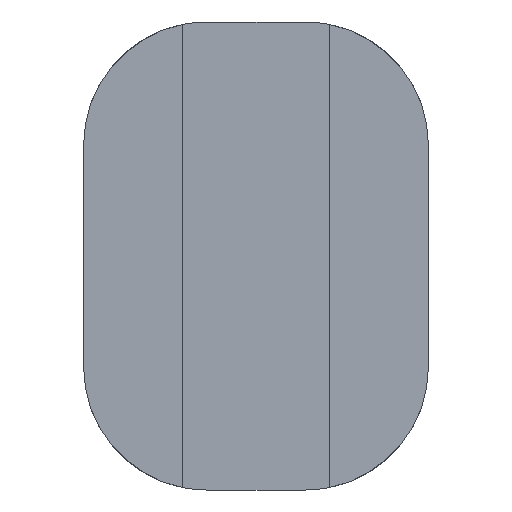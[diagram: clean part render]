
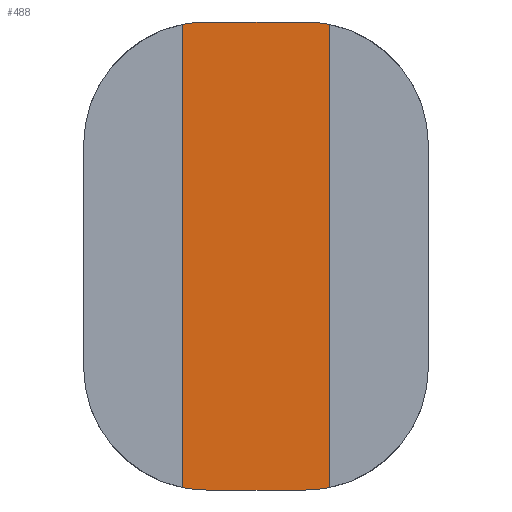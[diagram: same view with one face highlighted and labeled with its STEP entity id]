
A CAD part, left-side view. The second image highlights one B-rep face of the part: STEP entity #488.
In plain terms, the highlighted planar face has unit normal (-1, 0, 0).
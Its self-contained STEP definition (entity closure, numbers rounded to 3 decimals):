
#32=CIRCLE('',#534,2.);
#33=CIRCLE('',#535,2.);
#34=CIRCLE('',#536,2.);
#35=CIRCLE('',#537,2.);
#62=FACE_OUTER_BOUND('',#93,.T.);
#93=EDGE_LOOP('',(#335,#336,#337,#338,#339,#340,#341,#342));
#125=LINE('',#762,#169);
#129=LINE('',#771,#173);
#131=LINE('',#779,#175);
#132=LINE('',#783,#176);
#169=VECTOR('',#596,10.);
#173=VECTOR('',#602,10.);
#175=VECTOR('',#610,10.);
#176=VECTOR('',#615,10.);
#213=VERTEX_POINT('',#759);
#214=VERTEX_POINT('',#761);
#217=VERTEX_POINT('',#768);
#218=VERTEX_POINT('',#770);
#219=VERTEX_POINT('',#774);
#220=VERTEX_POINT('',#776);
#221=VERTEX_POINT('',#778);
#222=VERTEX_POINT('',#781);
#257=EDGE_CURVE('',#214,#213,#125,.T.);
#261=EDGE_CURVE('',#218,#217,#129,.T.);
#263=EDGE_CURVE('',#219,#218,#32,.T.);
#264=EDGE_CURVE('',#217,#220,#33,.T.);
#265=EDGE_CURVE('',#220,#221,#131,.T.);
#266=EDGE_CURVE('',#221,#214,#34,.T.);
#267=EDGE_CURVE('',#213,#222,#35,.T.);
#268=EDGE_CURVE('',#222,#219,#132,.T.);
#335=ORIENTED_EDGE('',*,*,#263,.T.);
#336=ORIENTED_EDGE('',*,*,#261,.T.);
#337=ORIENTED_EDGE('',*,*,#264,.T.);
#338=ORIENTED_EDGE('',*,*,#265,.T.);
#339=ORIENTED_EDGE('',*,*,#266,.T.);
#340=ORIENTED_EDGE('',*,*,#257,.T.);
#341=ORIENTED_EDGE('',*,*,#267,.T.);
#342=ORIENTED_EDGE('',*,*,#268,.T.);
#473=PLANE('',#533);
#488=ADVANCED_FACE('',(#62),#473,.F.);
#533=AXIS2_PLACEMENT_3D('',#773,#604,#605);
#534=AXIS2_PLACEMENT_3D('',#775,#606,#607);
#535=AXIS2_PLACEMENT_3D('',#777,#608,#609);
#536=AXIS2_PLACEMENT_3D('',#780,#611,#612);
#537=AXIS2_PLACEMENT_3D('',#782,#613,#614);
#596=DIRECTION('',(0.,0.,1.));
#602=DIRECTION('',(0.,0.,-1.));
#604=DIRECTION('center_axis',(1.,0.,0.));
#605=DIRECTION('ref_axis',(0.,1.,0.));
#606=DIRECTION('center_axis',(-1.,0.,0.));
#607=DIRECTION('ref_axis',(0.,1.,0.));
#608=DIRECTION('center_axis',(-1.,0.,0.));
#609=DIRECTION('ref_axis',(0.,0.,-1.));
#610=DIRECTION('',(0.,-1.,0.));
#611=DIRECTION('center_axis',(-1.,0.,0.));
#612=DIRECTION('ref_axis',(0.,-1.,0.));
#613=DIRECTION('center_axis',(-1.,0.,0.));
#614=DIRECTION('ref_axis',(0.,0.,1.));
#615=DIRECTION('',(0.,1.,0.));
#759=CARTESIAN_POINT('',(-0.4,16.6,-5.44));
#761=CARTESIAN_POINT('',(-0.4,16.6,-12.96));
#762=CARTESIAN_POINT('',(-0.4,16.6,-5.4));
#768=CARTESIAN_POINT('',(-0.4,19.,-12.96));
#770=CARTESIAN_POINT('',(-0.4,19.,-5.44));
#771=CARTESIAN_POINT('',(-0.4,19.,-5.4));
#773=CARTESIAN_POINT('Origin',(-0.4,17.8,-9.2));
#774=CARTESIAN_POINT('',(-0.4,18.6,-5.4));
#775=CARTESIAN_POINT('Origin',(-0.4,18.6,-7.4));
#776=CARTESIAN_POINT('',(-0.4,18.6,-13.));
#777=CARTESIAN_POINT('Origin',(-0.4,18.6,-11.));
#778=CARTESIAN_POINT('',(-0.4,17.,-13.));
#779=CARTESIAN_POINT('',(-0.4,18.6,-13.));
#780=CARTESIAN_POINT('Origin',(-0.4,17.,-11.));
#781=CARTESIAN_POINT('',(-0.4,17.,-5.4));
#782=CARTESIAN_POINT('Origin',(-0.4,17.,-7.4));
#783=CARTESIAN_POINT('',(-0.4,17.,-5.4));
